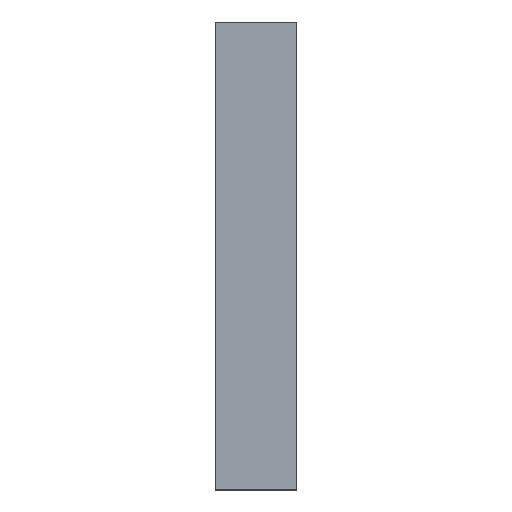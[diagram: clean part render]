
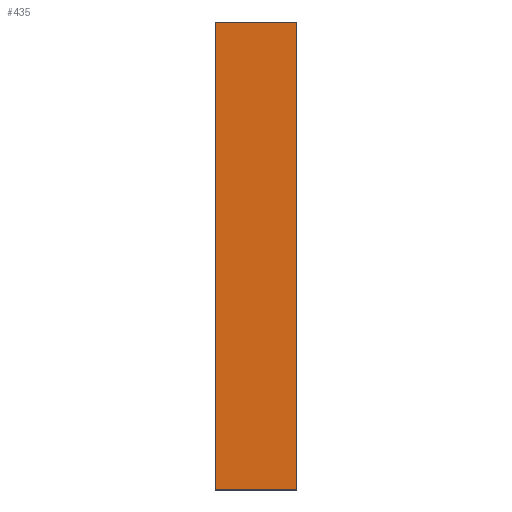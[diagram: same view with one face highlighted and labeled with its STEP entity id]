
A CAD part, front view. The second image highlights one B-rep face of the part: STEP entity #435.
In plain terms, the highlighted planar face has unit normal (0, -1, 0).
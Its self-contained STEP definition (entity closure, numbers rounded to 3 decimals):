
#33=PLANE('',#484);
#55=FACE_OUTER_BOUND('',#78,.T.);
#78=EDGE_LOOP('',(#379,#380,#381,#382));
#111=LINE('',#665,#159);
#137=LINE('',#723,#185);
#138=LINE('',#726,#186);
#139=LINE('',#727,#187);
#159=VECTOR('',#535,10.);
#185=VECTOR('',#595,10.);
#186=VECTOR('',#598,10.);
#187=VECTOR('',#599,10.);
#212=VERTEX_POINT('',#662);
#213=VERTEX_POINT('',#664);
#228=VERTEX_POINT('',#721);
#229=VERTEX_POINT('',#725);
#255=EDGE_CURVE('',#212,#213,#111,.T.);
#285=EDGE_CURVE('',#228,#213,#137,.T.);
#286=EDGE_CURVE('',#229,#228,#138,.T.);
#287=EDGE_CURVE('',#229,#212,#139,.T.);
#379=ORIENTED_EDGE('',*,*,#286,.T.);
#380=ORIENTED_EDGE('',*,*,#285,.T.);
#381=ORIENTED_EDGE('',*,*,#255,.F.);
#382=ORIENTED_EDGE('',*,*,#287,.F.);
#435=ADVANCED_FACE('',(#55),#33,.T.);
#484=AXIS2_PLACEMENT_3D('',#724,#596,#597);
#535=DIRECTION('',(0.,0.,1.));
#595=DIRECTION('',(-1.,0.,0.));
#596=DIRECTION('center_axis',(0.,-1.,0.));
#597=DIRECTION('ref_axis',(0.,0.,1.));
#598=DIRECTION('',(0.,0.,1.));
#599=DIRECTION('',(-1.,0.,0.));
#662=CARTESIAN_POINT('',(150.,-115.003,-118.));
#664=CARTESIAN_POINT('',(150.,-115.003,-32.));
#665=CARTESIAN_POINT('',(150.,-115.003,-118.));
#721=CARTESIAN_POINT('',(165.,-115.003,-32.));
#723=CARTESIAN_POINT('',(165.,-115.003,-32.));
#724=CARTESIAN_POINT('Origin',(165.,-115.003,-118.));
#725=CARTESIAN_POINT('',(165.,-115.003,-118.));
#726=CARTESIAN_POINT('',(165.,-115.003,-118.));
#727=CARTESIAN_POINT('',(165.,-115.003,-118.));
